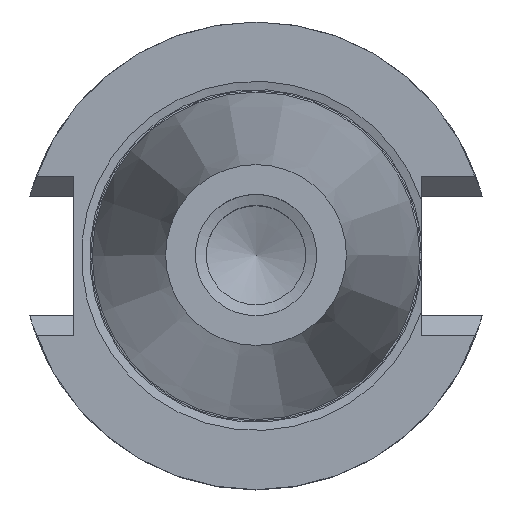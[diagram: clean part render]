
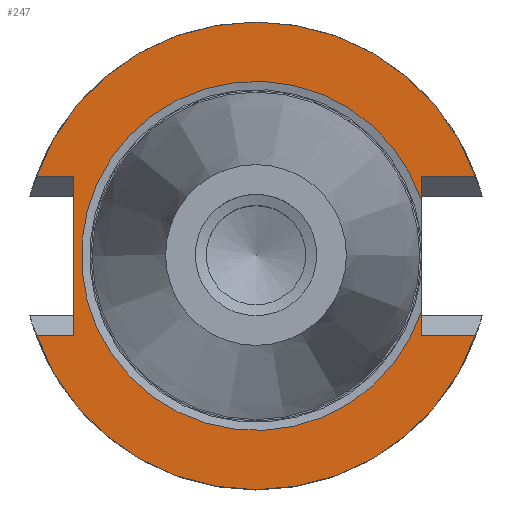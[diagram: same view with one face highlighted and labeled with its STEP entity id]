
A CAD part, top view. The second image highlights one B-rep face of the part: STEP entity #247.
In plain terms, the highlighted planar face has unit normal (0, 0, 1).
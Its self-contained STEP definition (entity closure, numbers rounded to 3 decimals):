
#71=LINE('',#1369,#119);
#74=LINE('',#1374,#122);
#76=LINE('',#1378,#124);
#77=LINE('',#1380,#125);
#87=LINE('',#1402,#135);
#88=LINE('',#1404,#136);
#89=LINE('',#1405,#137);
#119=VECTOR('',#1076,1.);
#122=VECTOR('',#1081,1.);
#124=VECTOR('',#1085,1.);
#125=VECTOR('',#1088,1.);
#135=VECTOR('',#1108,1.);
#136=VECTOR('',#1111,1.);
#137=VECTOR('',#1112,1.);
#165=FACE_OUTER_BOUND('',#357,.T.);
#187=PLANE('',#900);
#247=ADVANCED_FACE('',(#165),#187,.F.);
#357=EDGE_LOOP('',(#550,#551,#552,#553,#554,#555,#556,#557,#558,#559));
#550=ORIENTED_EDGE('',*,*,#754,.T.);
#551=ORIENTED_EDGE('',*,*,#755,.T.);
#552=ORIENTED_EDGE('',*,*,#676,.T.);
#553=ORIENTED_EDGE('',*,*,#756,.T.);
#554=ORIENTED_EDGE('',*,*,#743,.T.);
#555=ORIENTED_EDGE('',*,*,#684,.F.);
#556=ORIENTED_EDGE('',*,*,#742,.F.);
#557=ORIENTED_EDGE('',*,*,#740,.F.);
#558=ORIENTED_EDGE('',*,*,#737,.F.);
#559=ORIENTED_EDGE('',*,*,#734,.F.);
#601=VERTEX_POINT('',#1203);
#602=VERTEX_POINT('',#1204);
#607=VERTEX_POINT('',#1224);
#609=VERTEX_POINT('',#1227);
#645=VERTEX_POINT('',#1363);
#646=VERTEX_POINT('',#1365);
#647=VERTEX_POINT('',#1370);
#648=VERTEX_POINT('',#1375);
#649=VERTEX_POINT('',#1381);
#655=VERTEX_POINT('',#1401);
#676=EDGE_CURVE('',#601,#602,#779,.T.);
#684=EDGE_CURVE('',#607,#609,#782,.T.);
#734=EDGE_CURVE('',#645,#646,#797,.T.);
#737=EDGE_CURVE('',#646,#647,#71,.T.);
#740=EDGE_CURVE('',#647,#648,#74,.T.);
#742=EDGE_CURVE('',#648,#607,#76,.T.);
#743=EDGE_CURVE('',#649,#609,#77,.T.);
#754=EDGE_CURVE('',#645,#655,#87,.T.);
#755=EDGE_CURVE('',#655,#601,#88,.T.);
#756=EDGE_CURVE('',#602,#649,#89,.T.);
#779=CIRCLE('',#849,23.7);
#782=CIRCLE('',#855,31.75);
#797=CIRCLE('',#887,31.75);
#849=AXIS2_PLACEMENT_3D('',#1202,#966,#967);
#855=AXIS2_PLACEMENT_3D('',#1226,#980,#981);
#887=AXIS2_PLACEMENT_3D('',#1364,#1069,#1070);
#900=AXIS2_PLACEMENT_3D('',#1408,#1116,#1117);
#966=DIRECTION('',(0.,0.,-1.));
#967=DIRECTION('',(-1.,0.,0.));
#980=DIRECTION('',(0.,0.,-1.));
#981=DIRECTION('',(-1.,0.,0.));
#1069=DIRECTION('',(0.,0.,-1.));
#1070=DIRECTION('',(-1.,0.,0.));
#1076=DIRECTION('',(1.,0.,0.));
#1081=DIRECTION('',(0.,1.,0.));
#1085=DIRECTION('',(-1.,0.,0.));
#1088=DIRECTION('',(1.,0.,0.));
#1108=DIRECTION('',(-1.,0.,0.));
#1111=DIRECTION('',(0.,1.,0.));
#1112=DIRECTION('',(0.,1.,0.));
#1116=DIRECTION('',(0.,0.,-1.));
#1117=DIRECTION('',(-1.,0.,0.));
#1202=CARTESIAN_POINT('',(0.,0.,-1.));
#1203=CARTESIAN_POINT('',(22.42,-7.683,-1.));
#1204=CARTESIAN_POINT('',(22.42,7.683,-1.));
#1224=CARTESIAN_POINT('',(-29.859,10.795,-1.));
#1226=CARTESIAN_POINT('',(0.,0.,-1.));
#1227=CARTESIAN_POINT('',(29.859,10.795,-1.));
#1363=CARTESIAN_POINT('',(29.859,-10.795,-1.));
#1364=CARTESIAN_POINT('',(0.,0.,-1.));
#1365=CARTESIAN_POINT('',(-29.859,-10.795,-1.));
#1369=CARTESIAN_POINT('',(0.,-10.795,-1.));
#1370=CARTESIAN_POINT('',(-24.82,-10.795,-1.));
#1374=CARTESIAN_POINT('',(-24.82,21.925,-1.));
#1375=CARTESIAN_POINT('',(-24.82,10.795,-1.));
#1378=CARTESIAN_POINT('',(0.,10.795,-1.));
#1380=CARTESIAN_POINT('',(0.,10.795,-1.));
#1381=CARTESIAN_POINT('',(22.42,10.795,-1.));
#1401=CARTESIAN_POINT('',(22.42,-10.795,-1.));
#1402=CARTESIAN_POINT('',(0.,-10.795,-1.));
#1404=CARTESIAN_POINT('',(22.42,21.925,-1.));
#1405=CARTESIAN_POINT('',(22.42,21.925,-1.));
#1408=CARTESIAN_POINT('',(0.,21.925,-1.));
